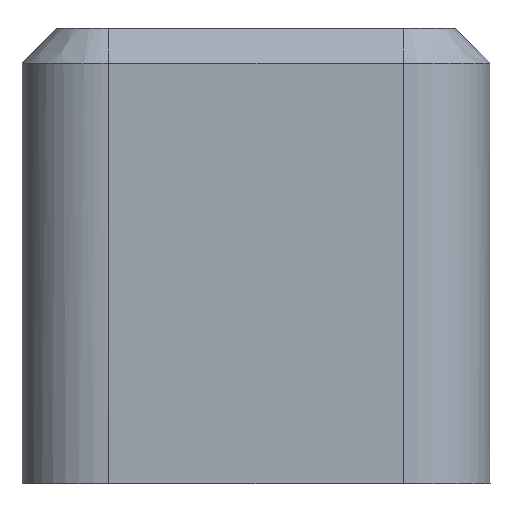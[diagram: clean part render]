
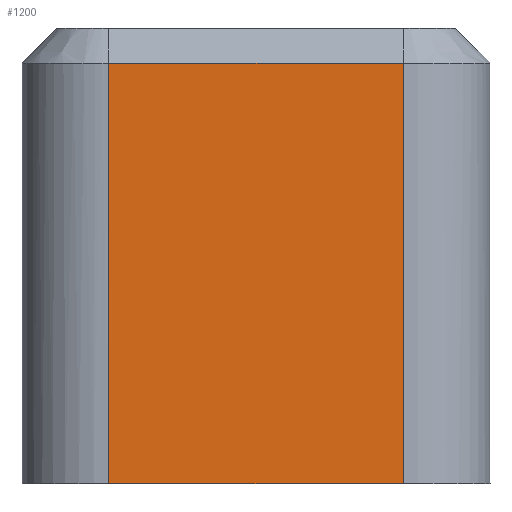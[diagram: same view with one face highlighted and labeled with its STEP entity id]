
A CAD part, top view. The second image highlights one B-rep face of the part: STEP entity #1200.
In plain terms, the highlighted planar face has unit normal (0, -0.003, 1).
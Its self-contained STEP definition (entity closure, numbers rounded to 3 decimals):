
#30=PLANE('',#1287);
#96=FACE_OUTER_BOUND('',#166,.T.);
#166=EDGE_LOOP('',(#959,#960,#961,#962));
#338=LINE('',#2738,#415);
#356=LINE('',#2900,#433);
#357=LINE('',#2904,#434);
#358=LINE('',#2905,#435);
#415=VECTOR('',#1434,10.);
#433=VECTOR('',#1482,10.);
#434=VECTOR('',#1487,10.);
#435=VECTOR('',#1488,10.);
#529=VERTEX_POINT('',#2718);
#531=VERTEX_POINT('',#2734);
#553=VERTEX_POINT('',#2899);
#554=VERTEX_POINT('',#2903);
#680=EDGE_CURVE('',#529,#531,#338,.T.);
#713=EDGE_CURVE('',#531,#553,#356,.T.);
#715=EDGE_CURVE('',#554,#529,#357,.T.);
#716=EDGE_CURVE('',#554,#553,#358,.T.);
#959=ORIENTED_EDGE('',*,*,#680,.F.);
#960=ORIENTED_EDGE('',*,*,#715,.F.);
#961=ORIENTED_EDGE('',*,*,#716,.T.);
#962=ORIENTED_EDGE('',*,*,#713,.F.);
#1200=ADVANCED_FACE('',(#96),#30,.T.);
#1287=AXIS2_PLACEMENT_3D('',#2902,#1485,#1486);
#1434=DIRECTION('',(1.,0.,0.));
#1482=DIRECTION('',(0.,-1.,-0.003));
#1485=DIRECTION('center_axis',(0.,-0.003,
1.));
#1486=DIRECTION('ref_axis',(0.,-1.,-0.003));
#1487=DIRECTION('',(0.,1.,0.003));
#1488=DIRECTION('',(1.,0.,0.));
#2718=CARTESIAN_POINT('',(119.954,353.4,19.014));
#2734=CARTESIAN_POINT('',(136.954,353.4,19.014));
#2738=CARTESIAN_POINT('',(114.954,353.4,19.014));
#2899=CARTESIAN_POINT('',(136.954,329.142,18.947));
#2900=CARTESIAN_POINT('',(136.954,343.518,18.987));
#2902=CARTESIAN_POINT('Origin',(114.954,355.4,19.02));
#2903=CARTESIAN_POINT('',(119.954,329.142,18.947));
#2904=CARTESIAN_POINT('',(119.954,343.518,18.987));
#2905=CARTESIAN_POINT('',(121.704,329.142,18.947));
